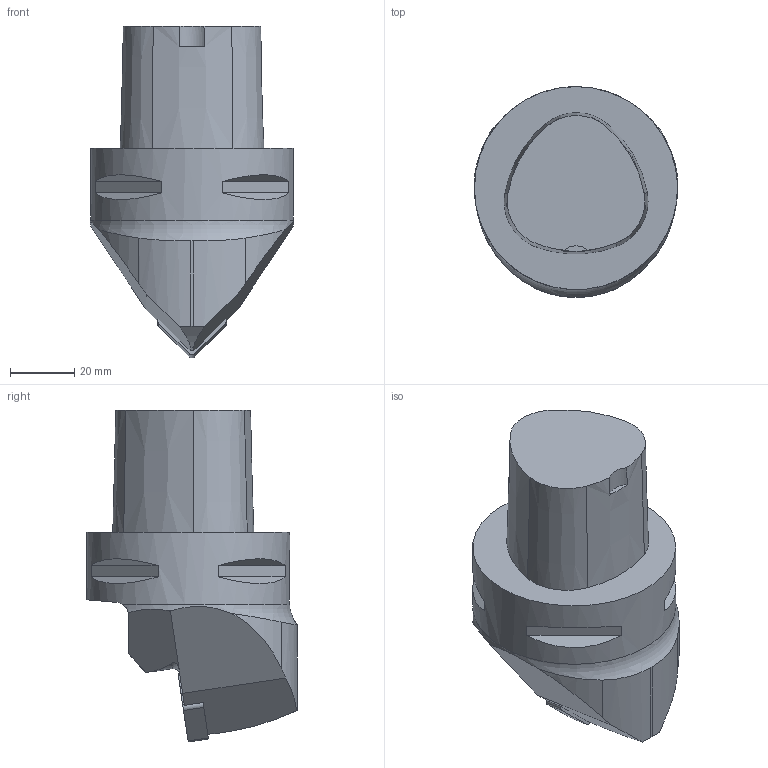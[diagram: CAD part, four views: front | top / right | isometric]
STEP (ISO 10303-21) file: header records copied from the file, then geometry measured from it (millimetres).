
FILE_DESCRIPTION(/* description */ (''),/* implementation_level */ '2;1');
FILE_NAME(/* name */ '1543404577833.stp',/* time_stamp */ '2018-11-28T16:59:44+05:00',/* author */ (''),/* organization */ ('SMS'),/* preprocessor_version */ 'ST-DEVELOPER v15',/* originating_system */ 'SIEMENS PLM Software NX 8.5',/* authorisation */ '');
FILE_SCHEMA (('AUTOMOTIVE_DESIGN { 1 0 10303 214 3 1 1 1 }'));
Length unit declared in the file: millimetre
Products named in the file (4): IsoTurningInsert; ASSEMBLY_CONSTRUCTION; 201880018mod000_01; 201880016mod000_01
Assembly tree (3 placements, depth 2):
  201880016mod000_01
    201880018mod000_01
    ASSEMBLY_CONSTRUCTION
    IsoTurningInsert
Bounding box: 63.07 x 65.35 x 103 mm (x, y, z)
Volume: 180916.9 mm3; surface area: 21195.8 mm2
Topology: 2 solids, 2 shells, 79 faces, 204 edges, 140 vertices
Faces by surface type: plane 40, cylinder 27, torus 6, cone 6
Full cylindrical faces by diameter (mm): 6.35 x2, 63 x1
Entity records: 2686 total; most frequent: CARTESIAN_POINT 586, DIRECTION 437, ORIENTED_EDGE 390, EDGE_CURVE 195, AXIS2_PLACEMENT_3D 175, VERTEX_POINT 129, EDGE_LOOP 90, LINE 87
